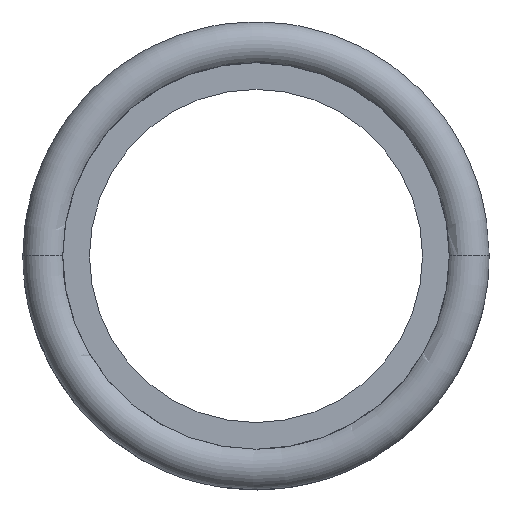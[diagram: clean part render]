
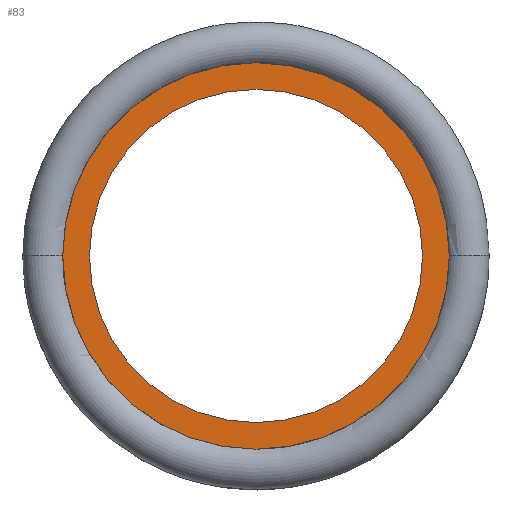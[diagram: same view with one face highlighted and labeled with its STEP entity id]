
A CAD part, left-side view. The second image highlights one B-rep face of the part: STEP entity #83.
In plain terms, the highlighted planar face has unit normal (-1, 0, 0).
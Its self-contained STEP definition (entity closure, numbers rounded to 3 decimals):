
#83 = ADVANCED_FACE( '', ( #110, #111 ), #112, .T. );
#110 = FACE_BOUND( '', #151, .T. );
#111 = FACE_OUTER_BOUND( '', #152, .T. );
#112 = PLANE( '', #153 );
#151 = EDGE_LOOP( '', ( #230 ) );
#152 = EDGE_LOOP( '', ( #231 ) );
#153 = AXIS2_PLACEMENT_3D( '', #232, #233, #234 );
#230 = ORIENTED_EDGE( '', *, *, #340, .T. );
#231 = ORIENTED_EDGE( '', *, *, #341, .F. );
#232 = CARTESIAN_POINT( '', ( 0., 5.8, 0. ) );
#233 = DIRECTION( '', ( -1., 0., 0. ) );
#234 = DIRECTION( '', ( 0., 0., 1. ) );
#340 = EDGE_CURVE( '', #401, #401, #402, .T. );
#341 = EDGE_CURVE( '', #403, #403, #404, .T. );
#401 = VERTEX_POINT( '', #1021 );
#402 = CIRCLE( '', #1022, 5. );
#403 = VERTEX_POINT( '', #1023 );
#404 = CIRCLE( '', #1024, 5.8 );
#1021 = CARTESIAN_POINT( '', ( 0., 0., -5. ) );
#1022 = AXIS2_PLACEMENT_3D( '', #1354, #1355, #1356 );
#1023 = CARTESIAN_POINT( '', ( 0., 0., -5.8 ) );
#1024 = AXIS2_PLACEMENT_3D( '', #1357, #1358, #1359 );
#1354 = CARTESIAN_POINT( '', ( 0., 0., 0. ) );
#1355 = DIRECTION( '', ( 1., 0., 0. ) );
#1356 = DIRECTION( '', ( 0., 0., -1. ) );
#1357 = CARTESIAN_POINT( '', ( 0., 0., 0. ) );
#1358 = DIRECTION( '', ( 1., 0., 0. ) );
#1359 = DIRECTION( '', ( 0., 0., -1. ) );
